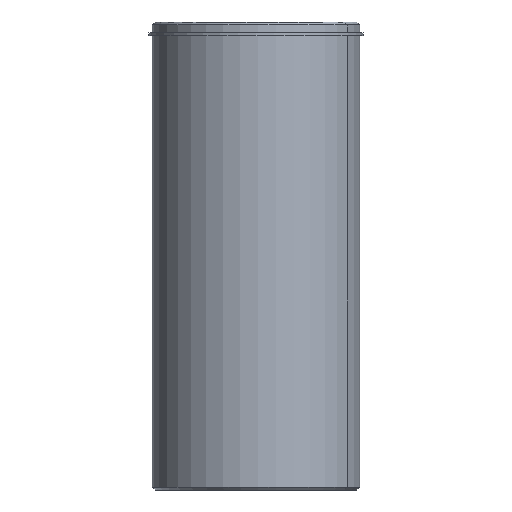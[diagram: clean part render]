
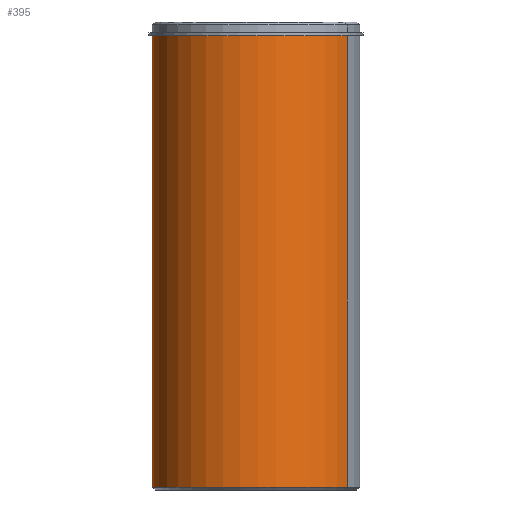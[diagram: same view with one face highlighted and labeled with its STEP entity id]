
A CAD part, front view. The second image highlights one B-rep face of the part: STEP entity #395.
In plain terms, the highlighted cylindrical face has radius 35.5 mm (diameter 71 mm), a partial arc.
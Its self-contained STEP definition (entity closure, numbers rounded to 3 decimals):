
#206=CARTESIAN_POINT('Vertex',(-31.154,17.02,-4.75)) ;
#208=CARTESIAN_POINT('Vertex',(31.154,-17.02,-4.75)) ;
#211=CARTESIAN_POINT('Axis2P3D Location',(0.,0.,-4.75)) ;
#253=CARTESIAN_POINT('Axis2P3D Location',(0.,0.,-80.)) ;
#358=CARTESIAN_POINT('Line Origine',(-31.154,17.02,-80.)) ;
#362=CARTESIAN_POINT('Vertex',(-31.154,17.02,-159.)) ;
#365=CARTESIAN_POINT('Line Origine',(31.154,-17.02,-80.)) ;
#369=CARTESIAN_POINT('Vertex',(31.154,-17.02,-159.)) ;
#384=CARTESIAN_POINT('Axis2P3D Location',(0.,0.,-159.)) ;
#212=DIRECTION('Axis2P3D Direction',(0.,0.,-1.)) ;
#254=DIRECTION('Axis2P3D Direction',(0.,0.,-1.)) ;
#255=DIRECTION('Axis2P3D XDirection',(-0.878,0.479,-0.)) ;
#359=DIRECTION('Vector Direction',(0.,0.,-1.)) ;
#366=DIRECTION('Vector Direction',(0.,0.,-1.)) ;
#385=DIRECTION('Axis2P3D Direction',(0.,0.,-1.)) ;
#213=AXIS2_PLACEMENT_3D('Circle Axis2P3D',#211,#212,$) ;
#256=AXIS2_PLACEMENT_3D('Cylinder Axis2P3D',#253,#254,#255) ;
#386=AXIS2_PLACEMENT_3D('Circle Axis2P3D',#384,#385,$) ;
#390=ORIENTED_EDGE('',*,*,#371,.T.) ;
#391=ORIENTED_EDGE('',*,*,#215,.T.) ;
#392=ORIENTED_EDGE('',*,*,#364,.F.) ;
#393=ORIENTED_EDGE('',*,*,#388,.F.) ;
#360=VECTOR('Line Direction',#359,1.) ;
#367=VECTOR('Line Direction',#366,1.) ;
#395=ADVANCED_FACE('PartBody',(#394),#257,.T.) ;
#214=CIRCLE('generated circle',#213,35.5) ;
#387=CIRCLE('generated circle',#386,35.5) ;
#257=CYLINDRICAL_SURFACE('generated cylinder',#256,35.5) ;
#215=EDGE_CURVE('',#209,#207,#214,.T.) ;
#364=EDGE_CURVE('',#363,#207,#361,.F.) ;
#371=EDGE_CURVE('',#370,#209,#368,.F.) ;
#388=EDGE_CURVE('',#370,#363,#387,.T.) ;
#389=EDGE_LOOP('',(#390,#391,#392,#393)) ;
#394=FACE_OUTER_BOUND('',#389,.T.) ;
#361=LINE('Line',#358,#360) ;
#368=LINE('Line',#365,#367) ;
#207=VERTEX_POINT('',#206) ;
#209=VERTEX_POINT('',#208) ;
#363=VERTEX_POINT('',#362) ;
#370=VERTEX_POINT('',#369) ;
